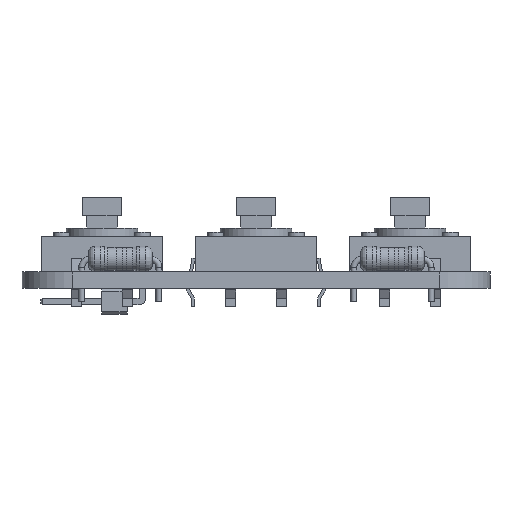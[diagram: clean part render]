
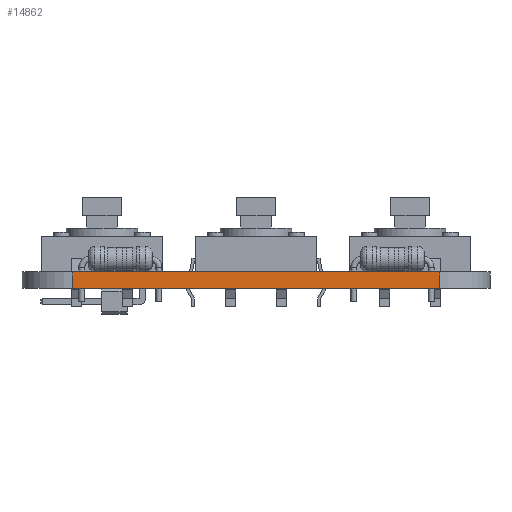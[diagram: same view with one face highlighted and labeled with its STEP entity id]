
A CAD part, left-side view. The second image highlights one B-rep face of the part: STEP entity #14862.
In plain terms, the highlighted planar face has unit normal (-1, 0, 0).
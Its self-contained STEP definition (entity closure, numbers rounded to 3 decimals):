
#11735 = PLANE('',#11736);
#11736 = AXIS2_PLACEMENT_3D('',#11737,#11738,#11739);
#11737 = CARTESIAN_POINT('',(124.192,-123.151,1.6));
#11738 = DIRECTION('',(0.,0.,1.));
#11739 = DIRECTION('',(1.,0.,-0.));
#11763 = CYLINDRICAL_SURFACE('',#11764,5.);
#11764 = AXIS2_PLACEMENT_3D('',#11765,#11766,#11767);
#11765 = CARTESIAN_POINT('',(105.,-105.,0.));
#11766 = DIRECTION('',(-0.,-0.,-1.));
#11767 = DIRECTION('',(1.,0.,-0.));
#11789 = PLANE('',#11790);
#11790 = AXIS2_PLACEMENT_3D('',#11791,#11792,#11793);
#11791 = CARTESIAN_POINT('',(124.192,-123.151,0.));
#11792 = DIRECTION('',(0.,0.,1.));
#11793 = DIRECTION('',(1.,0.,-0.));
#11884 = VERTEX_POINT('',#11885);
#11885 = CARTESIAN_POINT('',(100.,-105.,1.6));
#11907 = EDGE_CURVE('',#11908,#11884,#11910,.T.);
#11908 = VERTEX_POINT('',#11909);
#11909 = CARTESIAN_POINT('',(100.,-105.,0.));
#11910 = SURFACE_CURVE('',#11911,(#11915,#11922),.PCURVE_S1.);
#11911 = LINE('',#11912,#11913);
#11912 = CARTESIAN_POINT('',(100.,-105.,0.));
#11913 = VECTOR('',#11914,1.);
#11914 = DIRECTION('',(0.,0.,1.));
#11915 = PCURVE('',#11763,#11916);
#11916 = DEFINITIONAL_REPRESENTATION('',(#11917),#11921);
#11917 = LINE('',#11918,#11919);
#11918 = CARTESIAN_POINT('',(-3.142,0.));
#11919 = VECTOR('',#11920,1.);
#11920 = DIRECTION('',(-0.,-1.));
#11921 = ( GEOMETRIC_REPRESENTATION_CONTEXT(2) 
PARAMETRIC_REPRESENTATION_CONTEXT() REPRESENTATION_CONTEXT('2D SPACE',''
  ) );
#11922 = PCURVE('',#11923,#11928);
#11923 = PLANE('',#11924);
#11924 = AXIS2_PLACEMENT_3D('',#11925,#11926,#11927);
#11925 = CARTESIAN_POINT('',(100.,-105.,0.));
#11926 = DIRECTION('',(1.,0.,-0.));
#11927 = DIRECTION('',(0.,-1.,0.));
#11928 = DEFINITIONAL_REPRESENTATION('',(#11929),#11933);
#11929 = LINE('',#11930,#11931);
#11930 = CARTESIAN_POINT('',(0.,0.));
#11931 = VECTOR('',#11932,1.);
#11932 = DIRECTION('',(0.,-1.));
#11933 = ( GEOMETRIC_REPRESENTATION_CONTEXT(2) 
PARAMETRIC_REPRESENTATION_CONTEXT() REPRESENTATION_CONTEXT('2D SPACE',''
  ) );
#11962 = EDGE_CURVE('',#11908,#11963,#11965,.T.);
#11963 = VERTEX_POINT('',#11964);
#11964 = CARTESIAN_POINT('',(100.,-141.322,0.));
#11965 = SURFACE_CURVE('',#11966,(#11970,#11977),.PCURVE_S1.);
#11966 = LINE('',#11967,#11968);
#11967 = CARTESIAN_POINT('',(100.,-105.,0.));
#11968 = VECTOR('',#11969,1.);
#11969 = DIRECTION('',(0.,-1.,0.));
#11970 = PCURVE('',#11789,#11971);
#11971 = DEFINITIONAL_REPRESENTATION('',(#11972),#11976);
#11972 = LINE('',#11973,#11974);
#11973 = CARTESIAN_POINT('',(-24.192,18.151));
#11974 = VECTOR('',#11975,1.);
#11975 = DIRECTION('',(0.,-1.));
#11976 = ( GEOMETRIC_REPRESENTATION_CONTEXT(2) 
PARAMETRIC_REPRESENTATION_CONTEXT() REPRESENTATION_CONTEXT('2D SPACE',''
  ) );
#11977 = PCURVE('',#11923,#11978);
#11978 = DEFINITIONAL_REPRESENTATION('',(#11979),#11983);
#11979 = LINE('',#11980,#11981);
#11980 = CARTESIAN_POINT('',(0.,0.));
#11981 = VECTOR('',#11982,1.);
#11982 = DIRECTION('',(1.,0.));
#11983 = ( GEOMETRIC_REPRESENTATION_CONTEXT(2) 
PARAMETRIC_REPRESENTATION_CONTEXT() REPRESENTATION_CONTEXT('2D SPACE',''
  ) );
#12002 = CYLINDRICAL_SURFACE('',#12003,4.979);
#12003 = AXIS2_PLACEMENT_3D('',#12004,#12005,#12006);
#12004 = CARTESIAN_POINT('',(104.978,-141.321,0.));
#12005 = DIRECTION('',(-0.,-0.,-1.));
#12006 = DIRECTION('',(1.,0.,-0.));
#13524 = EDGE_CURVE('',#11884,#13525,#13527,.T.);
#13525 = VERTEX_POINT('',#13526);
#13526 = CARTESIAN_POINT('',(100.,-141.322,1.6));
#13527 = SURFACE_CURVE('',#13528,(#13532,#13539),.PCURVE_S1.);
#13528 = LINE('',#13529,#13530);
#13529 = CARTESIAN_POINT('',(100.,-105.,1.6));
#13530 = VECTOR('',#13531,1.);
#13531 = DIRECTION('',(0.,-1.,0.));
#13532 = PCURVE('',#11735,#13533);
#13533 = DEFINITIONAL_REPRESENTATION('',(#13534),#13538);
#13534 = LINE('',#13535,#13536);
#13535 = CARTESIAN_POINT('',(-24.192,18.151));
#13536 = VECTOR('',#13537,1.);
#13537 = DIRECTION('',(0.,-1.));
#13538 = ( GEOMETRIC_REPRESENTATION_CONTEXT(2) 
PARAMETRIC_REPRESENTATION_CONTEXT() REPRESENTATION_CONTEXT('2D SPACE',''
  ) );
#13539 = PCURVE('',#11923,#13540);
#13540 = DEFINITIONAL_REPRESENTATION('',(#13541),#13545);
#13541 = LINE('',#13542,#13543);
#13542 = CARTESIAN_POINT('',(0.,-1.6));
#13543 = VECTOR('',#13544,1.);
#13544 = DIRECTION('',(1.,0.));
#13545 = ( GEOMETRIC_REPRESENTATION_CONTEXT(2) 
PARAMETRIC_REPRESENTATION_CONTEXT() REPRESENTATION_CONTEXT('2D SPACE',''
  ) );
#14862 = ADVANCED_FACE('',(#14863),#11923,.F.);
#14863 = FACE_BOUND('',#14864,.F.);
#14864 = EDGE_LOOP('',(#14865,#14866,#14867,#14888));
#14865 = ORIENTED_EDGE('',*,*,#11907,.T.);
#14866 = ORIENTED_EDGE('',*,*,#13524,.T.);
#14867 = ORIENTED_EDGE('',*,*,#14868,.F.);
#14868 = EDGE_CURVE('',#11963,#13525,#14869,.T.);
#14869 = SURFACE_CURVE('',#14870,(#14874,#14881),.PCURVE_S1.);
#14870 = LINE('',#14871,#14872);
#14871 = CARTESIAN_POINT('',(100.,-141.322,0.));
#14872 = VECTOR('',#14873,1.);
#14873 = DIRECTION('',(0.,0.,1.));
#14874 = PCURVE('',#11923,#14875);
#14875 = DEFINITIONAL_REPRESENTATION('',(#14876),#14880);
#14876 = LINE('',#14877,#14878);
#14877 = CARTESIAN_POINT('',(36.322,0.));
#14878 = VECTOR('',#14879,1.);
#14879 = DIRECTION('',(0.,-1.));
#14880 = ( GEOMETRIC_REPRESENTATION_CONTEXT(2) 
PARAMETRIC_REPRESENTATION_CONTEXT() REPRESENTATION_CONTEXT('2D SPACE',''
  ) );
#14881 = PCURVE('',#12002,#14882);
#14882 = DEFINITIONAL_REPRESENTATION('',(#14883),#14887);
#14883 = LINE('',#14884,#14885);
#14884 = CARTESIAN_POINT('',(-3.142,0.));
#14885 = VECTOR('',#14886,1.);
#14886 = DIRECTION('',(-0.,-1.));
#14887 = ( GEOMETRIC_REPRESENTATION_CONTEXT(2) 
PARAMETRIC_REPRESENTATION_CONTEXT() REPRESENTATION_CONTEXT('2D SPACE',''
  ) );
#14888 = ORIENTED_EDGE('',*,*,#11962,.F.);
